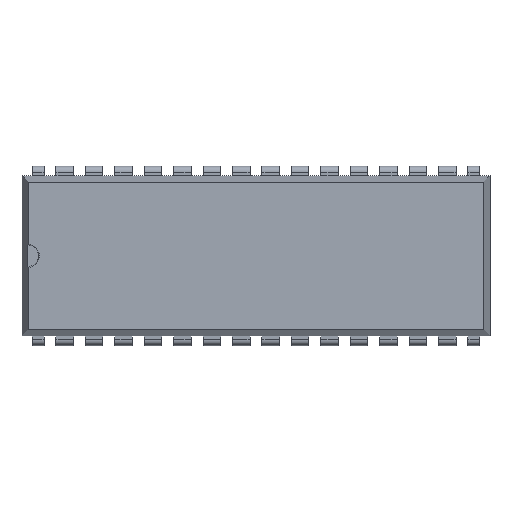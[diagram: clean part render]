
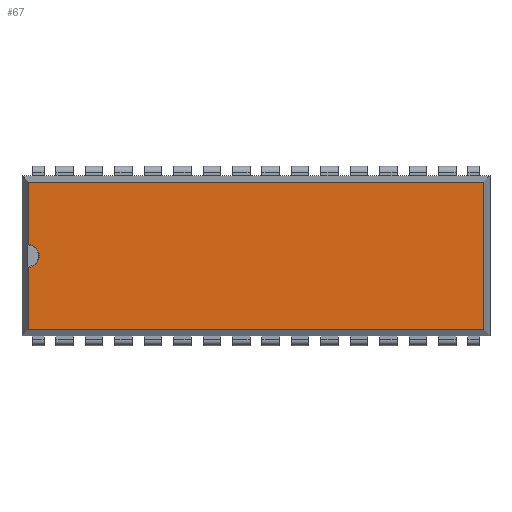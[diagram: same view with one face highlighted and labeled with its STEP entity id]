
A CAD part, top view. The second image highlights one B-rep face of the part: STEP entity #67.
In plain terms, the highlighted planar face has unit normal (0, 0, 1).
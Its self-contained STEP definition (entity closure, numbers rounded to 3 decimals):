
#67=ADVANCED_FACE('',(#4475),#4477,.T.);
#4475=FACE_BOUND('',#4476,.T.);
#4476=EDGE_LOOP('',(#7972,#7973,#7974,#7975,#7976,#7977));
#4477=PLANE('',#4478);
#4478=AXIS2_PLACEMENT_3D('',#4479,#4480,#4481);
#4479=CARTESIAN_POINT('',(1.27,0.71,5.));
#4480=DIRECTION('',(0.,-0.,1.));
#4481=DIRECTION('',(0.,1.,0.));
#7972=ORIENTED_EDGE('',*,*,#10692,.T.);
#7973=ORIENTED_EDGE('',*,*,#10690,.F.);
#7974=ORIENTED_EDGE('',*,*,#10693,.F.);
#7975=ORIENTED_EDGE('',*,*,#10694,.T.);
#7976=ORIENTED_EDGE('',*,*,#10695,.T.);
#7977=ORIENTED_EDGE('',*,*,#10686,.F.);
#10686=EDGE_CURVE('',#12049,#12051,#12052,.T.);
#10690=EDGE_CURVE('',#12057,#12059,#12060,.T.);
#10692=EDGE_CURVE('',#12049,#12059,#12062,.F.);
#10693=EDGE_CURVE('',#12063,#12057,#12064,.T.);
#10694=EDGE_CURVE('',#12063,#12065,#12066,.T.);
#10695=EDGE_CURVE('',#12065,#12051,#12067,.T.);
#12049=VERTEX_POINT('',#14319);
#12051=VERTEX_POINT('',#14325);
#12052=LINE('',#14326,#14327);
#12057=VERTEX_POINT('',#14337);
#12059=VERTEX_POINT('',#14341);
#12060=LINE('',#14342,#14343);
#12062=CIRCLE('',#14350,1.);
#12063=VERTEX_POINT('',#14354);
#12064=LINE('',#14355,#14356);
#12065=VERTEX_POINT('',#14358);
#12066=LINE('',#14359,#14360);
#12067=LINE('',#14362,#14363);
#14319=CARTESIAN_POINT('',(-0.6,8.619,5.));
#14325=CARTESIAN_POINT('',(-0.6,13.98,5.));
#14326=CARTESIAN_POINT('',(-0.6,8.619,5.));
#14327=VECTOR('',#14328,1.);
#14328=DIRECTION('',(0.,1.,0.));
#14337=CARTESIAN_POINT('',(-0.6,1.26,5.));
#14341=CARTESIAN_POINT('',(-0.6,6.621,5.));
#14342=CARTESIAN_POINT('',(-0.6,1.26,5.));
#14343=VECTOR('',#14344,1.);
#14344=DIRECTION('',(0.,1.,0.));
#14350=AXIS2_PLACEMENT_3D('',#14351,#14352,#14353);
#14351=CARTESIAN_POINT('',(-0.65,7.62,5.));
#14352=DIRECTION('',(0.,0.,1.));
#14353=DIRECTION('',(0.05,-0.999,0.));
#14354=CARTESIAN_POINT('',(38.7,1.26,5.));
#14355=CARTESIAN_POINT('',(38.7,1.26,5.));
#14356=VECTOR('',#14357,1.);
#14357=DIRECTION('',(-1.,0.,0.));
#14358=CARTESIAN_POINT('',(38.7,13.98,5.));
#14359=CARTESIAN_POINT('',(38.7,1.26,5.));
#14360=VECTOR('',#14361,1.);
#14361=DIRECTION('',(0.,1.,0.));
#14362=CARTESIAN_POINT('',(38.7,13.98,5.));
#14363=VECTOR('',#14364,1.);
#14364=DIRECTION('',(-1.,0.,0.));
